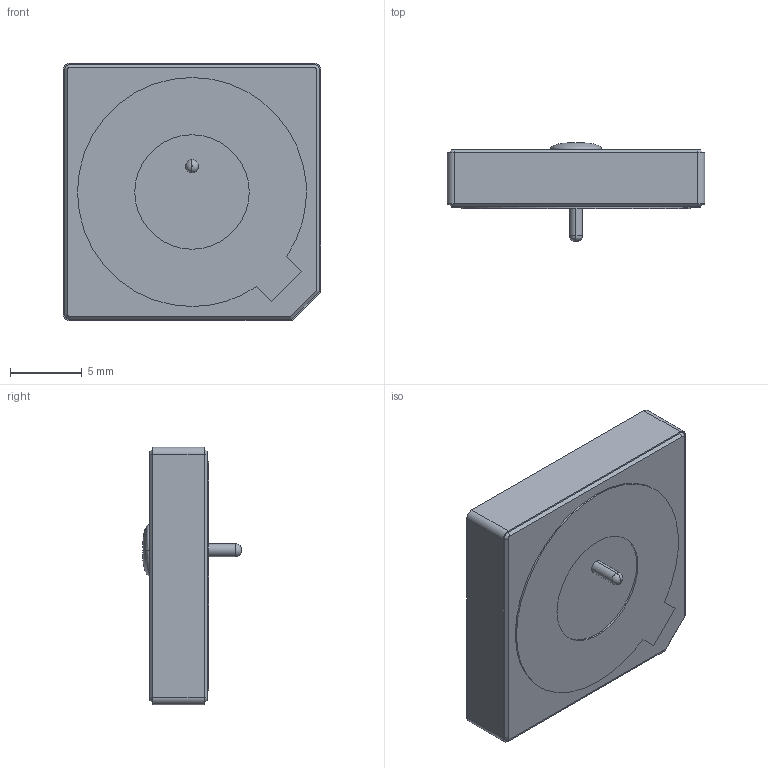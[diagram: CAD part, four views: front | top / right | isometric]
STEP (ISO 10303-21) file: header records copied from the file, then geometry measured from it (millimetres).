
FILE_DESCRIPTION (( 'STEP AP214' ), '1' );
FILE_NAME ('TAOGLAS CGGBP.18.4.A.02.STEP', '2023-03-15T10:52:05', ( '' ), ( '' ), 'SwSTEP 2.0', 'SolidWorks 2022', '' );
FILE_SCHEMA (( 'AUTOMOTIVE_DESIGN' ));
Length unit declared in the file: millimetre
Products named in the file (1): TAOGLAS CGGBP.18.4.A.02
Bounding box: 18 x 6.9 x 18 mm (x, y, z)
Volume: 1305.6 mm3; surface area: 1235.4 mm2
Topology: 2 solids, 2 shells, 81 faces, 357 edges, 318 vertices
Faces by surface type: plane 61, cylinder 10, cone 6, bspline 2, torus 2
Entity records: 4891 total; most frequent: CARTESIAN_POINT 2206, ORIENTED_EDGE 710, EDGE_CURVE 355, VERTEX_POINT 318, DIRECTION 302, B_SPLINE_CURVE_WITH_KNOTS 249, EDGE_LOOP 123, AXIS2_PLACEMENT_3D 116
